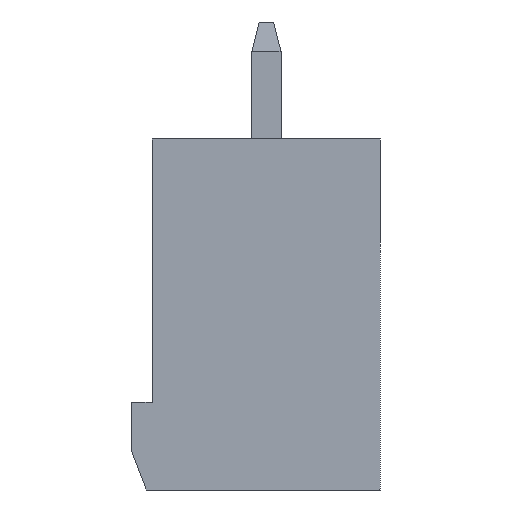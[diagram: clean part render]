
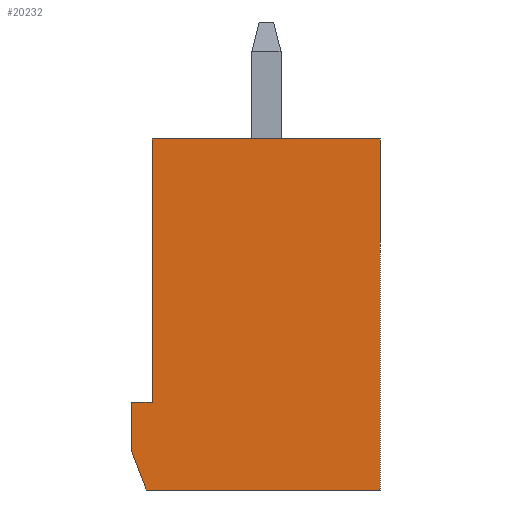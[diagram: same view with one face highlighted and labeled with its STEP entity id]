
A CAD part, left-side view. The second image highlights one B-rep face of the part: STEP entity #20232.
In plain terms, the highlighted planar face has unit normal (-1, 0, 0).
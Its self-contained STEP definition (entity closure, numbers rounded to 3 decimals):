
#2434 = VERTEX_POINT('',#2435);
#2435 = CARTESIAN_POINT('',(-40.7,2.45,-7.81));
#2441 = EDGE_CURVE('',#2442,#2434,#2444,.T.);
#2442 = VERTEX_POINT('',#2443);
#2443 = CARTESIAN_POINT('',(-40.7,-5.35,-7.81));
#2444 = LINE('',#2445,#2446);
#2445 = CARTESIAN_POINT('',(-40.7,-5.35,-7.81));
#2446 = VECTOR('',#2447,1.);
#2447 = DIRECTION('',(0.,1.,0.));
#2753 = VERTEX_POINT('',#2754);
#2754 = CARTESIAN_POINT('',(-40.7,2.45,-16.81));
#2760 = EDGE_CURVE('',#2753,#2434,#2761,.T.);
#2761 = LINE('',#2762,#2763);
#2762 = CARTESIAN_POINT('',(-40.7,2.45,-16.81));
#2763 = VECTOR('',#2764,1.);
#2764 = DIRECTION('',(0.,0.,1.));
#2777 = VERTEX_POINT('',#2778);
#2778 = CARTESIAN_POINT('',(-40.7,3.15,-16.81));
#2784 = EDGE_CURVE('',#2777,#2753,#2785,.T.);
#2785 = LINE('',#2786,#2787);
#2786 = CARTESIAN_POINT('',(-40.7,3.15,-16.81));
#2787 = VECTOR('',#2788,1.);
#2788 = DIRECTION('',(0.,-1.,0.));
#2938 = VERTEX_POINT('',#2939);
#2939 = CARTESIAN_POINT('',(-40.7,3.15,-18.51));
#2945 = EDGE_CURVE('',#2777,#2938,#2946,.T.);
#2946 = LINE('',#2947,#2948);
#2947 = CARTESIAN_POINT('',(-40.7,3.15,-16.81));
#2948 = VECTOR('',#2949,1.);
#2949 = DIRECTION('',(0.,0.,-1.));
#2971 = VERTEX_POINT('',#2972);
#2972 = CARTESIAN_POINT('',(-40.7,-5.35,-19.81));
#2978 = EDGE_CURVE('',#2979,#2971,#2981,.T.);
#2979 = VERTEX_POINT('',#2980);
#2980 = CARTESIAN_POINT('',(-40.7,2.65,-19.81));
#2981 = LINE('',#2982,#2983);
#2982 = CARTESIAN_POINT('',(-40.7,2.65,-19.81));
#2983 = VECTOR('',#2984,1.);
#2984 = DIRECTION('',(0.,-1.,0.));
#3378 = EDGE_CURVE('',#2971,#2442,#3379,.T.);
#3379 = LINE('',#3380,#3381);
#3380 = CARTESIAN_POINT('',(-40.7,-5.35,-19.81));
#3381 = VECTOR('',#3382,1.);
#3382 = DIRECTION('',(0.,0.,1.));
#18451 = EDGE_CURVE('',#2979,#2938,#18452,.T.);
#18452 = LINE('',#18453,#18454);
#18453 = CARTESIAN_POINT('',(-40.7,2.65,-19.81));
#18454 = VECTOR('',#18455,1.);
#18455 = DIRECTION('',(0.,0.359,0.933)
  );
#20232 = ADVANCED_FACE('',(#20233),#20242,.T.);
#20233 = FACE_BOUND('',#20234,.T.);
#20234 = EDGE_LOOP('',(#20235,#20236,#20237,#20238,#20239,#20240,#20241)
  );
#20235 = ORIENTED_EDGE('',*,*,#2978,.T.);
#20236 = ORIENTED_EDGE('',*,*,#3378,.T.);
#20237 = ORIENTED_EDGE('',*,*,#2441,.T.);
#20238 = ORIENTED_EDGE('',*,*,#2760,.F.);
#20239 = ORIENTED_EDGE('',*,*,#2784,.F.);
#20240 = ORIENTED_EDGE('',*,*,#2945,.T.);
#20241 = ORIENTED_EDGE('',*,*,#18451,.F.);
#20242 = PLANE('',#20243);
#20243 = AXIS2_PLACEMENT_3D('',#20244,#20245,#20246);
#20244 = CARTESIAN_POINT('',(-40.7,-11.5,-5.521));
#20245 = DIRECTION('',(-1.,0.,0.));
#20246 = DIRECTION('',(0.,0.,-1.));
